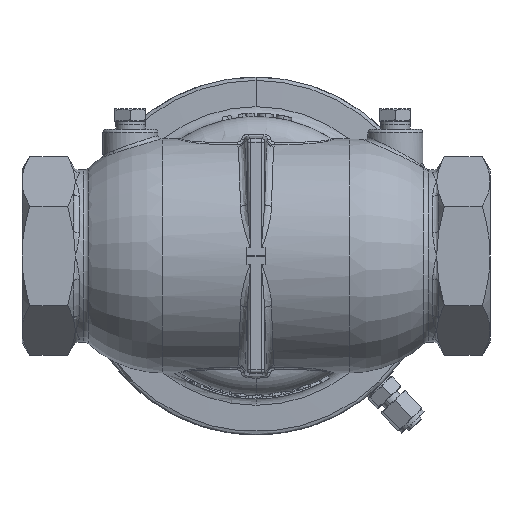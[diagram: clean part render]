
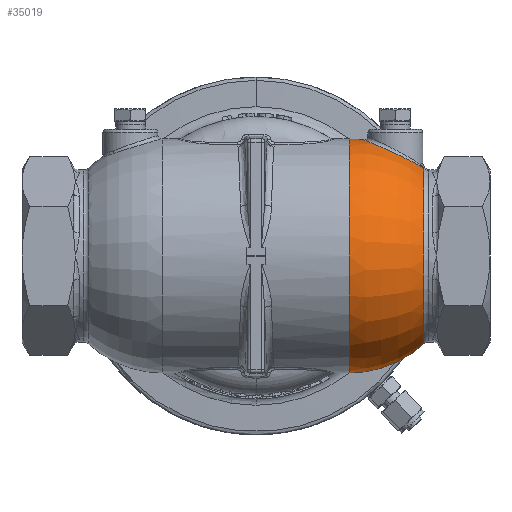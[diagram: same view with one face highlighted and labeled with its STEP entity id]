
A CAD part, front view. The second image highlights one B-rep face of the part: STEP entity #35019.
In plain terms, the highlighted toroidal (fillet/blend) face has major radius 3.175 mm and minor radius 50.8 mm.
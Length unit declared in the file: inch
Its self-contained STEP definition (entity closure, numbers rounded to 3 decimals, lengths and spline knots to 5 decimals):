
#472 = CARTESIAN_POINT ( 'NONE',  ( 3.01411, -0.20099, 1.61298 ) ) ;
#598 = CARTESIAN_POINT ( 'NONE',  ( 2.81489, -0.45064, 1.72189 ) ) ;
#791 = CARTESIAN_POINT ( 'NONE',  ( 2.34499, -0.52306, 1.94651 ) ) ;
#995 = CARTESIAN_POINT ( 'NONE',  ( 1.98924, -0.17621, 2.09541 ) ) ;
#2309 = CARTESIAN_POINT ( 'NONE',  ( 1.97556, -0.12916, 2.10085 ) ) ;
#3071 = TOROIDAL_SURFACE ( 'NONE', #55396, 0.125, 2. ) ;
#3731 = CARTESIAN_POINT ( 'NONE',  ( 3.04716, 0., -1.59559 ) ) ;
#5089 = CARTESIAN_POINT ( 'NONE',  ( 3.00147, -0.22822, 1.62044 ) ) ;
#5226 = CARTESIAN_POINT ( 'NONE',  ( 2.77657, -0.47474, 1.74171 ) ) ;
#5422 = CARTESIAN_POINT ( 'NONE',  ( 2.2612, -0.48942, 1.98297 ) ) ;
#5938 = FACE_OUTER_BOUND ( 'NONE', #13269, .T. ) ;
#6913 = CARTESIAN_POINT ( 'NONE',  ( 1.96331, -0.06545, 2.1057 ) ) ;
#7012 = ORIENTED_EDGE ( 'NONE', *, *, #48905, .T. ) ;
#9451 = CARTESIAN_POINT ( 'NONE',  ( 2.98812, -0.25734, 1.62802 ) ) ;
#9520 = CARTESIAN_POINT ( 'NONE',  ( 3.04716, -0.15756, 1.58779 ) ) ;
#9852 = CARTESIAN_POINT ( 'NONE',  ( 2.72361, -0.502, 1.76866 ) ) ;
#10056 = CARTESIAN_POINT ( 'NONE',  ( 2.18228, -0.44104, 2.01649 ) ) ;
#11068 = EDGE_CURVE ( 'NONE', #36035, #39281, #39114, .T. ) ;
#11514 = CARTESIAN_POINT ( 'NONE',  ( 1.96035, 0., 2.10687 ) ) ;
#12917 = AXIS2_PLACEMENT_3D ( 'NONE', #48963, #21235, #53585 ) ;
#13269 = EDGE_LOOP ( 'NONE', ( #19413, #42712, #42349, #33172, #7012, #35479 ) ) ;
#13745 = CARTESIAN_POINT ( 'NONE',  ( 3.04716, 0., 0. ) ) ;
#14134 = CARTESIAN_POINT ( 'NONE',  ( 3.04427, -0.15791, 1.59043 ) ) ;
#14448 = CARTESIAN_POINT ( 'NONE',  ( 2.63964, -0.53067, 1.81018 ) ) ;
#14636 = CARTESIAN_POINT ( 'NONE',  ( 2.11243, -0.37987, 2.04553 ) ) ;
#14838 = CARTESIAN_POINT ( 'NONE',  ( 1.69167, 0., -2.125 ) ) ;
#16636 = CIRCLE ( 'NONE', #22944, 1.59559 ) ;
#18356 = DIRECTION ( 'NONE',  ( 0., 0., 1. ) ) ;
#18752 = CARTESIAN_POINT ( 'NONE',  ( 3.04024, -0.16036, 1.59389 ) ) ;
#18879 = CARTESIAN_POINT ( 'NONE',  ( 2.97252, -0.28469, 1.6368 ) ) ;
#19072 = CARTESIAN_POINT ( 'NONE',  ( 2.55173, -0.54539, 1.8523 ) ) ;
#19281 = CARTESIAN_POINT ( 'NONE',  ( 2.0716, -0.33111, 2.06223 ) ) ;
#19413 = ORIENTED_EDGE ( 'NONE', *, *, #11068, .F. ) ;
#21235 = DIRECTION ( 'NONE',  ( -1., 0., 0. ) ) ;
#21363 = DIRECTION ( 'NONE',  ( -1., 0., 0. ) ) ;
#21560 = CARTESIAN_POINT ( 'NONE',  ( 1.69167, 0., 0. ) ) ;
#21852 = EDGE_CURVE ( 'NONE', #36035, #28428, #16636, .T. ) ;
#21864 = AXIS2_PLACEMENT_3D ( 'NONE', #25682, #58030, #30360 ) ;
#21940 = EDGE_CURVE ( 'NONE', #28428, #35434, #45620, .T. ) ;
#22382 = CARTESIAN_POINT ( 'NONE',  ( 1.96035, 0., 2.10687 ) ) ;
#22944 = AXIS2_PLACEMENT_3D ( 'NONE', #13745, #46102, #18356 ) ;
#22953 = CARTESIAN_POINT ( 'NONE',  ( 3.00147, -0.22822, 1.62044 ) ) ;
#23418 = CARTESIAN_POINT ( 'NONE',  ( 3.03438, -0.16651, 1.59862 ) ) ;
#23544 = CARTESIAN_POINT ( 'NONE',  ( 2.91715, -0.36032, 1.66741 ) ) ;
#23615 = VERTEX_POINT ( 'NONE', #22382 ) ;
#23742 = CARTESIAN_POINT ( 'NONE',  ( 2.46272, -0.54561, 1.89365 ) ) ;
#23938 = CARTESIAN_POINT ( 'NONE',  ( 2.04441, -0.29188, 2.07327 ) ) ;
#24195 = EDGE_CURVE ( 'NONE', #39281, #46469, #43295, .T. ) ;
#25316 = CARTESIAN_POINT ( 'NONE',  ( 1.69167, 0., 0.125 ) ) ;
#25682 = CARTESIAN_POINT ( 'NONE',  ( 1.69167, 0., -0.125 ) ) ;
#26125 = CARTESIAN_POINT ( 'NONE',  ( 3.04716, -0.15756, 1.58779 ) ) ;
#26396 = AXIS2_PLACEMENT_3D ( 'NONE', #25316, #57669, #29995 ) ;
#27908 = CIRCLE ( 'NONE', #26396, 2. ) ;
#28102 = CARTESIAN_POINT ( 'NONE',  ( 3.02457, -0.18155, 1.60589 ) ) ;
#28228 = CARTESIAN_POINT ( 'NONE',  ( 2.85146, -0.42395, 1.70272 ) ) ;
#28423 = CARTESIAN_POINT ( 'NONE',  ( 2.37378, -0.53108, 1.93377 ) ) ;
#28428 = VERTEX_POINT ( 'NONE', #26125 ) ;
#28636 = CARTESIAN_POINT ( 'NONE',  ( 2.00629, -0.22189, 2.0886 ) ) ;
#29927 = CARTESIAN_POINT ( 'NONE',  ( 1.98418, -0.16056, 2.09742 ) ) ;
#29995 = DIRECTION ( 'NONE',  ( 0., 0., -1. ) ) ;
#30360 = DIRECTION ( 'NONE',  ( 0., 0., 1. ) ) ;
#32710 = CARTESIAN_POINT ( 'NONE',  ( 3.00774, -0.21453, 1.61688 ) ) ;
#32844 = CARTESIAN_POINT ( 'NONE',  ( 2.80229, -0.45906, 1.72844 ) ) ;
#33049 = CARTESIAN_POINT ( 'NONE',  ( 2.2887, -0.50222, 1.97111 ) ) ;
#33172 = ORIENTED_EDGE ( 'NONE', *, *, #57300, .T. ) ;
#34543 = CARTESIAN_POINT ( 'NONE',  ( 1.97197, -0.11333, 2.10227 ) ) ;
#35019 = ADVANCED_FACE ( 'NONE', ( #5938 ), #3071, .T. ) ;
#35434 = VERTEX_POINT ( 'NONE', #53845 ) ;
#35479 = ORIENTED_EDGE ( 'NONE', *, *, #24195, .F. ) ;
#36035 = VERTEX_POINT ( 'NONE', #3731 ) ;
#37499 = CARTESIAN_POINT ( 'NONE',  ( 2.76349, -0.48199, 1.74841 ) ) ;
#37696 = CARTESIAN_POINT ( 'NONE',  ( 2.20762, -0.45862, 2.00581 ) ) ;
#39114 = CIRCLE ( 'NONE', #21864, 2. ) ;
#39185 = CARTESIAN_POINT ( 'NONE',  ( 1.96035, -0.033, 2.10687 ) ) ;
#39281 = VERTEX_POINT ( 'NONE', #14838 ) ;
#41833 = CARTESIAN_POINT ( 'NONE',  ( 3.04571, -0.15749, 1.58914 ) ) ;
#42158 = CARTESIAN_POINT ( 'NONE',  ( 2.69618, -0.51306, 1.78237 ) ) ;
#42349 = ORIENTED_EDGE ( 'NONE', *, *, #21940, .T. ) ;
#42360 = CARTESIAN_POINT ( 'NONE',  ( 2.1347, -0.40167, 2.03634 ) ) ;
#42712 = ORIENTED_EDGE ( 'NONE', *, *, #21852, .T. ) ;
#43295 = CIRCLE ( 'NONE', #12917, 2.125 ) ;
#44323 = B_SPLINE_CURVE_WITH_KNOTS ( 'NONE', 3,
 ( #22953, #9451, #18879, #51231, #23544, #55891, #28228, #598, #32844, #5226, #37499, #9852, #42158, #14448, #46827, #19072, #51427, #23742, #56091, #28423, #791, #33049, #5422, #37696, #10056, #42360, #14636, #47026, #19281, #51626, #23938, #56285, #28636, #995, #29927, #2309, #34543, #6913, #39185, #11514 ),
 .UNSPECIFIED., .F., .F.,
 ( 4, 2, 2, 2, 2, 2, 2, 2, 2, 2, 2, 2, 2, 2, 2, 2, 2, 2, 2, 4 ),
 ( 0.07387, 0.07638, 0.07889, 0.0814, 0.08265, 0.08391, 0.08642, 0.08893, 0.09144, 0.09395, 0.09646, 0.09896, 0.10147, 0.10398, 0.10524, 0.10649, 0.109, 0.11026, 0.11151, 0.11402 ),
 .UNSPECIFIED. ) ;
#45620 = B_SPLINE_CURVE_WITH_KNOTS ( 'NONE', 3,
 ( #9520, #41833, #14134, #46495, #18752, #51109, #23418, #55762, #28102, #472, #32710, #5089 ),
 .UNSPECIFIED., .F., .F.,
 ( 4, 2, 2, 2, 2, 4 ),
 ( 0., 0.00015, 0.0003, 0.00059, 0.00119, 0.00237 ),
 .UNSPECIFIED. ) ;
#46102 = DIRECTION ( 'NONE',  ( -1., 0., 0. ) ) ;
#46469 = VERTEX_POINT ( 'NONE', #47545 ) ;
#46495 = CARTESIAN_POINT ( 'NONE',  ( 3.04153, -0.15936, 1.59281 ) ) ;
#46827 = CARTESIAN_POINT ( 'NONE',  ( 2.61037, -0.53723, 1.82435 ) ) ;
#47026 = CARTESIAN_POINT ( 'NONE',  ( 2.08151, -0.34375, 2.0582 ) ) ;
#47545 = CARTESIAN_POINT ( 'NONE',  ( 1.69167, 0., 2.125 ) ) ;
#48905 = EDGE_CURVE ( 'NONE', #23615, #46469, #27908, .T. ) ;
#48963 = CARTESIAN_POINT ( 'NONE',  ( 1.69167, 0., 0. ) ) ;
#51109 = CARTESIAN_POINT ( 'NONE',  ( 3.03654, -0.16378, 1.59694 ) ) ;
#51231 = CARTESIAN_POINT ( 'NONE',  ( 2.93712, -0.33611, 1.65645 ) ) ;
#51427 = CARTESIAN_POINT ( 'NONE',  ( 2.5222, -0.54708, 1.86615 ) ) ;
#51626 = CARTESIAN_POINT ( 'NONE',  ( 2.05308, -0.30521, 2.06976 ) ) ;
#53585 = DIRECTION ( 'NONE',  ( 0., 0., 1. ) ) ;
#53845 = CARTESIAN_POINT ( 'NONE',  ( 3.00147, -0.22822, 1.62044 ) ) ;
#53922 = DIRECTION ( 'NONE',  ( 0., 0., 1. ) ) ;
#55396 = AXIS2_PLACEMENT_3D ( 'NONE', #21560, #21363, #53922 ) ;
#55762 = CARTESIAN_POINT ( 'NONE',  ( 3.02822, -0.17514, 1.6033 ) ) ;
#55891 = CARTESIAN_POINT ( 'NONE',  ( 2.87436, -0.40415, 1.69052 ) ) ;
#56091 = CARTESIAN_POINT ( 'NONE',  ( 2.43261, -0.54239, 1.90736 ) ) ;
#56285 = CARTESIAN_POINT ( 'NONE',  ( 2.02015, -0.25078, 2.08306 ) ) ;
#57300 = EDGE_CURVE ( 'NONE', #35434, #23615, #44323, .T. ) ;
#57669 = DIRECTION ( 'NONE',  ( 0., -1., 0. ) ) ;
#58030 = DIRECTION ( 'NONE',  ( 0., 1., 0. ) ) ;
